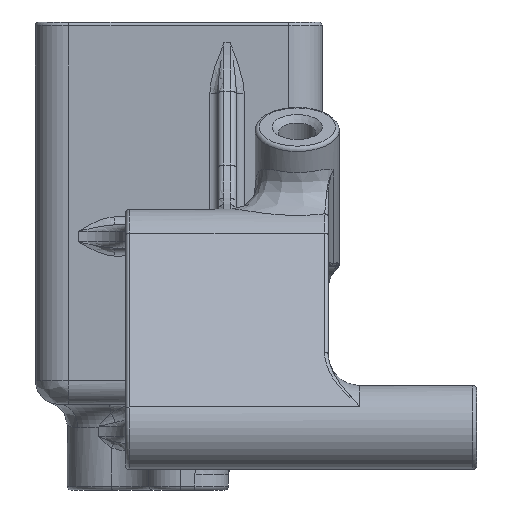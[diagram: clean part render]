
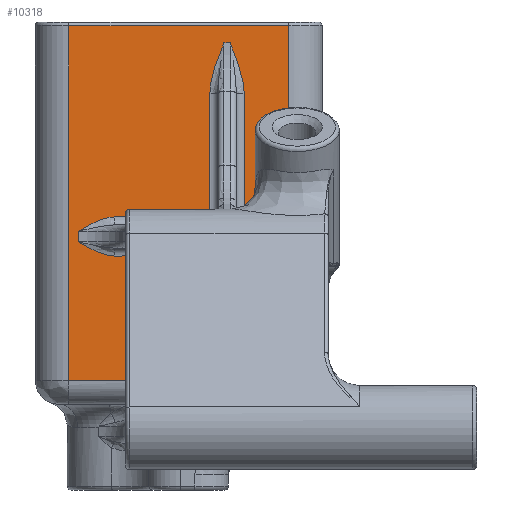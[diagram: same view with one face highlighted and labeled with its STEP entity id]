
A CAD part, left-side view. The second image highlights one B-rep face of the part: STEP entity #10318.
In plain terms, the highlighted planar face has unit normal (-1, 0, 0).
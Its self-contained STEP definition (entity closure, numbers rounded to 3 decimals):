
#115=PLANE('',#11309);
#520=LINE('',#18184,#984);
#556=LINE('',#18590,#1020);
#564=LINE('',#18702,#1028);
#565=LINE('',#18706,#1029);
#566=LINE('',#18717,#1030);
#567=LINE('',#18727,#1031);
#568=LINE('',#18738,#1032);
#569=LINE('',#18740,#1033);
#570=LINE('',#18742,#1034);
#571=LINE('',#18744,#1035);
#572=LINE('',#18746,#1036);
#573=LINE('',#18748,#1037);
#574=LINE('',#18750,#1038);
#575=LINE('',#18751,#1039);
#984=VECTOR('',#13072,10.);
#1020=VECTOR('',#13314,10.);
#1028=VECTOR('',#13348,10.);
#1029=VECTOR('',#13353,10.);
#1030=VECTOR('',#13354,10.);
#1031=VECTOR('',#13355,10.);
#1032=VECTOR('',#13356,10.);
#1033=VECTOR('',#13357,10.);
#1034=VECTOR('',#13358,10.);
#1035=VECTOR('',#13359,10.);
#1036=VECTOR('',#13360,10.);
#1037=VECTOR('',#13361,10.);
#1038=VECTOR('',#13362,10.);
#1039=VECTOR('',#13363,10.);
#1709=FACE_OUTER_BOUND('',#2436,.T.);
#2436=EDGE_LOOP('',(#7561,#7562,#7563,#7564,#7565,#7566,#7567,#7568,#7569,
#7570,#7571,#7572,#7573,#7574,#7575,#7576,#7577,#7578));
#3944=B_SPLINE_CURVE_WITH_KNOTS('',3,(#18578,#18579,#18580,#18581,#18582,
#18583,#18584,#18585),.UNSPECIFIED.,.F.,.F.,(4,2,1,1,4),(-0.341,
-0.34,-0.204,-0.136,0.),
 .UNSPECIFIED.);
#3951=B_SPLINE_CURVE_WITH_KNOTS('',3,(#18708,#18709,#18710,#18711,#18712,
#18713,#18714,#18715),.UNSPECIFIED.,.F.,.F.,(4,2,1,1,4),(-0.25,
-0.249,-0.1,-0.05,0.),
 .UNSPECIFIED.);
#3952=B_SPLINE_CURVE_WITH_KNOTS('',3,(#18718,#18719,#18720,#18721,#18722,
#18723,#18724,#18725),.UNSPECIFIED.,.F.,.F.,(4,1,1,2,4),(-0.249,
-0.149,-0.1,0.,0.001),
 .UNSPECIFIED.);
#3953=B_SPLINE_CURVE_WITH_KNOTS('',3,(#18729,#18730,#18731,#18732,#18733,
#18734,#18735,#18736),.UNSPECIFIED.,.F.,.F.,(4,1,1,2,4),(-0.34,
-0.204,-0.136,0.,0.001),
 .UNSPECIFIED.);
#4462=VERTEX_POINT('',#18177);
#4465=VERTEX_POINT('',#18182);
#4534=VERTEX_POINT('',#18566);
#4536=VERTEX_POINT('',#18569);
#4537=VERTEX_POINT('',#18587);
#4553=VERTEX_POINT('',#18701);
#4554=VERTEX_POINT('',#18705);
#4555=VERTEX_POINT('',#18707);
#4556=VERTEX_POINT('',#18716);
#4557=VERTEX_POINT('',#18726);
#4558=VERTEX_POINT('',#18728);
#4559=VERTEX_POINT('',#18737);
#4560=VERTEX_POINT('',#18739);
#4561=VERTEX_POINT('',#18741);
#4562=VERTEX_POINT('',#18743);
#4563=VERTEX_POINT('',#18745);
#4564=VERTEX_POINT('',#18747);
#4565=VERTEX_POINT('',#18749);
#5506=EDGE_CURVE('',#4465,#4462,#520,.T.);
#5617=EDGE_CURVE('',#4536,#4534,#3944,.T.);
#5620=EDGE_CURVE('',#4534,#4537,#556,.T.);
#5641=EDGE_CURVE('',#4537,#4553,#564,.T.);
#5643=EDGE_CURVE('',#4554,#4465,#565,.T.);
#5644=EDGE_CURVE('',#4555,#4554,#3951,.T.);
#5645=EDGE_CURVE('',#4556,#4555,#566,.T.);
#5646=EDGE_CURVE('',#4553,#4556,#3952,.T.);
#5647=EDGE_CURVE('',#4557,#4536,#567,.T.);
#5648=EDGE_CURVE('',#4558,#4557,#3953,.T.);
#5649=EDGE_CURVE('',#4559,#4558,#568,.T.);
#5650=EDGE_CURVE('',#4560,#4559,#569,.T.);
#5651=EDGE_CURVE('',#4561,#4560,#570,.T.);
#5652=EDGE_CURVE('',#4562,#4561,#571,.T.);
#5653=EDGE_CURVE('',#4563,#4562,#572,.T.);
#5654=EDGE_CURVE('',#4564,#4563,#573,.T.);
#5655=EDGE_CURVE('',#4565,#4564,#574,.T.);
#5656=EDGE_CURVE('',#4462,#4565,#575,.T.);
#7561=ORIENTED_EDGE('',*,*,#5506,.F.);
#7562=ORIENTED_EDGE('',*,*,#5643,.F.);
#7563=ORIENTED_EDGE('',*,*,#5644,.F.);
#7564=ORIENTED_EDGE('',*,*,#5645,.F.);
#7565=ORIENTED_EDGE('',*,*,#5646,.F.);
#7566=ORIENTED_EDGE('',*,*,#5641,.F.);
#7567=ORIENTED_EDGE('',*,*,#5620,.F.);
#7568=ORIENTED_EDGE('',*,*,#5617,.F.);
#7569=ORIENTED_EDGE('',*,*,#5647,.F.);
#7570=ORIENTED_EDGE('',*,*,#5648,.F.);
#7571=ORIENTED_EDGE('',*,*,#5649,.F.);
#7572=ORIENTED_EDGE('',*,*,#5650,.F.);
#7573=ORIENTED_EDGE('',*,*,#5651,.F.);
#7574=ORIENTED_EDGE('',*,*,#5652,.F.);
#7575=ORIENTED_EDGE('',*,*,#5653,.F.);
#7576=ORIENTED_EDGE('',*,*,#5654,.F.);
#7577=ORIENTED_EDGE('',*,*,#5655,.F.);
#7578=ORIENTED_EDGE('',*,*,#5656,.F.);
#10318=ADVANCED_FACE('',(#1709),#115,.F.);
#11309=AXIS2_PLACEMENT_3D('',#18704,#13351,#13352);
#13072=DIRECTION('',(0.,0.,-1.));
#13314=DIRECTION('',(0.,0.,-1.));
#13348=DIRECTION('',(0.,1.,0.));
#13351=DIRECTION('center_axis',(1.,0.,0.));
#13352=DIRECTION('ref_axis',(0.,-1.,0.));
#13353=DIRECTION('',(0.,-1.,0.));
#13354=DIRECTION('',(0.,0.,-1.));
#13355=DIRECTION('',(0.,1.,0.));
#13356=DIRECTION('',(0.,0.,1.));
#13357=DIRECTION('',(0.,1.,0.));
#13358=DIRECTION('',(0.,0.,-1.));
#13359=DIRECTION('',(0.,-1.,0.));
#13360=DIRECTION('',(0.,0.,1.));
#13361=DIRECTION('',(0.,1.,0.));
#13362=DIRECTION('',(0.,0.,1.));
#13363=DIRECTION('',(0.,1.,0.));
#18177=CARTESIAN_POINT('',(17.55,5.6,-19.5));
#18182=CARTESIAN_POINT('',(17.55,5.6,-9.5));
#18184=CARTESIAN_POINT('',(17.55,5.6,-1.625));
#18566=CARTESIAN_POINT('',(17.55,5.6,0.889));
#18569=CARTESIAN_POINT('',(17.55,4.7,4.162));
#18578=CARTESIAN_POINT('Ctrl Pts',(17.55,4.7,4.162));
#18579=CARTESIAN_POINT('Ctrl Pts',(17.55,4.701,4.159));
#18580=CARTESIAN_POINT('Ctrl Pts',(17.55,4.702,4.156));
#18581=CARTESIAN_POINT('Ctrl Pts',(17.55,4.874,3.733));
#18582=CARTESIAN_POINT('Ctrl Pts',(17.55,5.13,3.1));
#18583=CARTESIAN_POINT('Ctrl Pts',(17.55,5.472,2.022));
#18584=CARTESIAN_POINT('Ctrl Pts',(17.55,5.6,1.343));
#18585=CARTESIAN_POINT('Ctrl Pts',(17.55,5.6,0.889));
#18587=CARTESIAN_POINT('',(17.55,5.6,-7.));
#18590=CARTESIAN_POINT('',(17.55,5.6,-1.625));
#18701=CARTESIAN_POINT('',(17.55,11.696,-7.));
#18702=CARTESIAN_POINT('',(17.55,12.82,-7.));
#18704=CARTESIAN_POINT('Origin',(17.55,14.64,5.5));
#18705=CARTESIAN_POINT('',(17.55,11.696,-9.5));
#18706=CARTESIAN_POINT('',(17.55,12.82,-9.5));
#18707=CARTESIAN_POINT('',(17.55,14.,-8.6));
#18708=CARTESIAN_POINT('Ctrl Pts',(17.55,14.,-8.6));
#18709=CARTESIAN_POINT('Ctrl Pts',(17.55,13.998,-8.601));
#18710=CARTESIAN_POINT('Ctrl Pts',(17.55,13.996,-8.602));
#18711=CARTESIAN_POINT('Ctrl Pts',(17.55,13.567,-8.86));
#18712=CARTESIAN_POINT('Ctrl Pts',(17.55,12.991,-9.207));
#18713=CARTESIAN_POINT('Ctrl Pts',(17.55,12.196,-9.458));
#18714=CARTESIAN_POINT('Ctrl Pts',(17.55,11.862,-9.5));
#18715=CARTESIAN_POINT('Ctrl Pts',(17.55,11.696,-9.5));
#18716=CARTESIAN_POINT('',(17.55,14.,-7.9));
#18717=CARTESIAN_POINT('',(17.55,14.,-2.));
#18718=CARTESIAN_POINT('Ctrl Pts',(17.55,11.696,-7.));
#18719=CARTESIAN_POINT('Ctrl Pts',(17.55,12.028,-7.));
#18720=CARTESIAN_POINT('Ctrl Pts',(17.55,12.522,-7.124));
#18721=CARTESIAN_POINT('Ctrl Pts',(17.55,13.276,-7.466));
#18722=CARTESIAN_POINT('Ctrl Pts',(17.55,13.709,-7.726));
#18723=CARTESIAN_POINT('Ctrl Pts',(17.55,13.996,-7.898));
#18724=CARTESIAN_POINT('Ctrl Pts',(17.55,13.998,-7.899));
#18725=CARTESIAN_POINT('Ctrl Pts',(17.55,14.,-7.9));
#18726=CARTESIAN_POINT('',(17.55,4.3,4.162));
#18727=CARTESIAN_POINT('',(17.55,9.27,4.162));
#18728=CARTESIAN_POINT('',(17.55,3.4,0.889));
#18729=CARTESIAN_POINT('Ctrl Pts',(17.55,3.4,0.889));
#18730=CARTESIAN_POINT('Ctrl Pts',(17.55,3.4,1.343));
#18731=CARTESIAN_POINT('Ctrl Pts',(17.55,3.528,2.022));
#18732=CARTESIAN_POINT('Ctrl Pts',(17.55,3.87,3.1));
#18733=CARTESIAN_POINT('Ctrl Pts',(17.55,4.126,3.733));
#18734=CARTESIAN_POINT('Ctrl Pts',(17.55,4.298,4.156));
#18735=CARTESIAN_POINT('Ctrl Pts',(17.55,4.299,4.159));
#18736=CARTESIAN_POINT('Ctrl Pts',(17.55,4.3,4.162));
#18737=CARTESIAN_POINT('',(17.55,3.4,-7.));
#18738=CARTESIAN_POINT('',(17.55,3.4,-4.583));
#18739=CARTESIAN_POINT('',(17.55,0.56,-7.));
#18740=CARTESIAN_POINT('',(17.55,12.82,-7.));
#18741=CARTESIAN_POINT('',(17.55,0.56,5.25));
#18742=CARTESIAN_POINT('',(17.55,0.56,5.5));
#18743=CARTESIAN_POINT('',(17.55,14.64,5.25));
#18744=CARTESIAN_POINT('',(17.55,11.29,5.25));
#18745=CARTESIAN_POINT('',(17.55,14.64,-17.5));
#18746=CARTESIAN_POINT('',(17.55,14.64,5.5));
#18747=CARTESIAN_POINT('',(17.55,7.46,-17.5));
#18748=CARTESIAN_POINT('',(17.55,13.383,-17.5));
#18749=CARTESIAN_POINT('',(17.55,7.46,-19.5));
#18750=CARTESIAN_POINT('',(17.55,7.46,-9.5));
#18751=CARTESIAN_POINT('',(17.55,12.82,-19.5));
